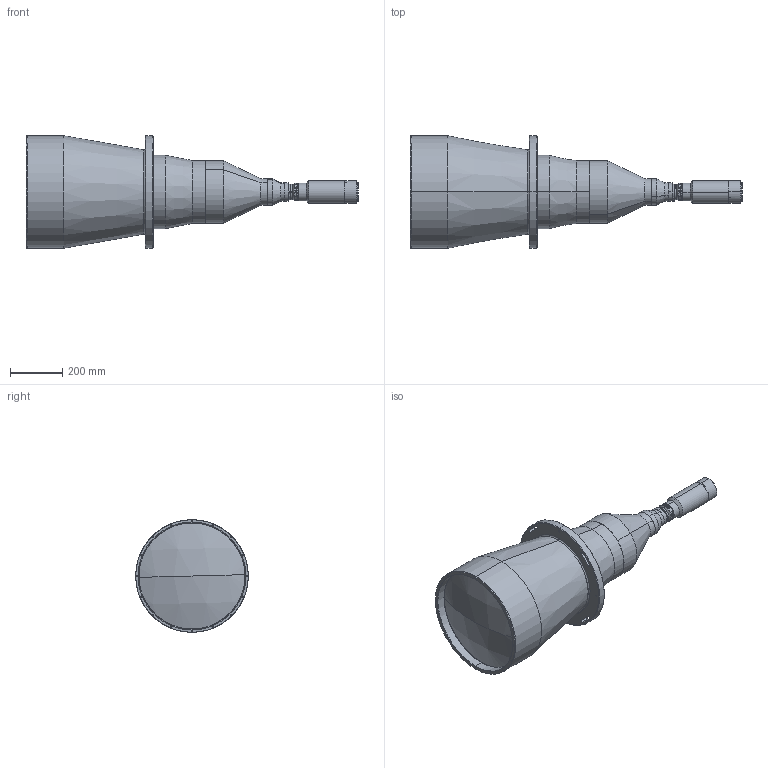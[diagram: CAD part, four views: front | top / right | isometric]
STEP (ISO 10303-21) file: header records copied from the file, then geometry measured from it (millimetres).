
FILE_DESCRIPTION (( 'STEP AP203' ), '1' );
FILE_NAME ('XF-PTL39057-M72-11.48-VI.STEP', '2019-06-13T06:21:00', ( 'puyufan' ), ( '' ), 'SwSTEP 2.0', 'SolidWorks 2014', '' );
FILE_SCHEMA (( 'CONFIG_CONTROL_DESIGN' ));
Length unit declared in the file: millimetre
Products named in the file (1): XF-PTL39057-M72-11.48-VI
Bounding box: 1267.75 x 430 x 430 mm (x, y, z)
Surface area: 1443301.1 mm2 (no closed solid volume)
Topology: 0 solids, 62 shells, 308 faces, 1698 edges, 1421 vertices
Faces by surface type: cylinder 185, plane 54, cone 42, torus 24, sphere 2, bspline 1
Entity records: 23562 total; most frequent: CARTESIAN_POINT 10434, DIRECTION 2747, ORIENTED_EDGE 2258, EDGE_CURVE 1698, VERTEX_POINT 1421, AXIS2_PLACEMENT_3D 1089, CIRCLE 781, VECTOR 569
